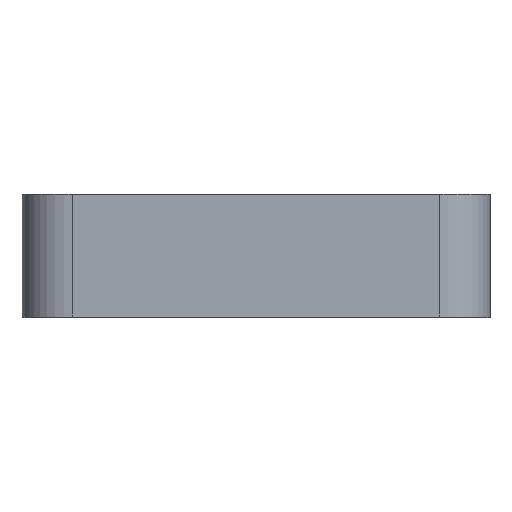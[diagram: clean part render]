
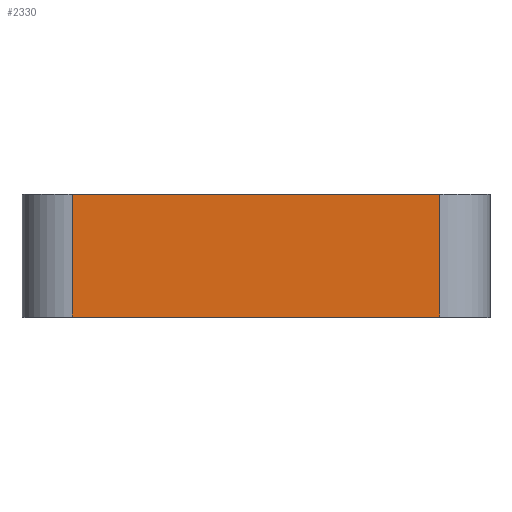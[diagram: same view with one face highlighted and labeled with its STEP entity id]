
A CAD part, top view. The second image highlights one B-rep face of the part: STEP entity #2330.
In plain terms, the highlighted planar face has unit normal (0, 0, 1).
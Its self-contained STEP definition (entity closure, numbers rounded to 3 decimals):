
#60 = CARTESIAN_POINT ( 'NONE',  ( -15.7, 0., 20. ) ) ;
#251 = CARTESIAN_POINT ( 'NONE',  ( -20., 0., 20. ) ) ;
#257 = EDGE_CURVE ( 'NONE', #794, #1623, #1365, .T. ) ;
#563 = ORIENTED_EDGE ( 'NONE', *, *, #743, .T. ) ;
#743 = EDGE_CURVE ( 'NONE', #2237, #5150, #1421, .T. ) ;
#794 = VERTEX_POINT ( 'NONE', #3029 ) ;
#888 = LINE ( 'NONE', #2251, #5312 ) ;
#1195 = CARTESIAN_POINT ( 'NONE',  ( 15.7, 10.5, 20. ) ) ;
#1345 = DIRECTION ( 'NONE',  ( 0., 1., 0. ) ) ;
#1365 = LINE ( 'NONE', #60, #4671 ) ;
#1421 = LINE ( 'NONE', #5187, #2771 ) ;
#1623 = VERTEX_POINT ( 'NONE', #2076 ) ;
#2074 = DIRECTION ( 'NONE',  ( 1., 0., 0. ) ) ;
#2076 = CARTESIAN_POINT ( 'NONE',  ( 15.7, 0., 20. ) ) ;
#2163 = FACE_OUTER_BOUND ( 'NONE', #2576, .T. ) ;
#2192 = ORIENTED_EDGE ( 'NONE', *, *, #257, .T. ) ;
#2237 = VERTEX_POINT ( 'NONE', #1195 ) ;
#2251 = CARTESIAN_POINT ( 'NONE',  ( 15.7, 0., 20. ) ) ;
#2285 = VECTOR ( 'NONE', #5098, 1000. ) ;
#2330 = ADVANCED_FACE ( 'NONE', ( #2163 ), #4558, .T. ) ;
#2519 = ORIENTED_EDGE ( 'NONE', *, *, #3113, .T. ) ;
#2576 = EDGE_LOOP ( 'NONE', ( #4942, #563, #2519, #2192 ) ) ;
#2771 = VECTOR ( 'NONE', #3053, 1000. ) ;
#3029 = CARTESIAN_POINT ( 'NONE',  ( -15.7, 0., 20. ) ) ;
#3038 = DIRECTION ( 'NONE',  ( 1., 0., 0. ) ) ;
#3053 = DIRECTION ( 'NONE',  ( -1., 0., 0. ) ) ;
#3113 = EDGE_CURVE ( 'NONE', #5150, #794, #4183, .T. ) ;
#3325 = EDGE_CURVE ( 'NONE', #1623, #2237, #888, .T. ) ;
#4183 = LINE ( 'NONE', #5043, #2285 ) ;
#4249 = DIRECTION ( 'NONE',  ( 0., 0., 1. ) ) ;
#4258 = AXIS2_PLACEMENT_3D ( 'NONE', #251, #4249, #2074 ) ;
#4558 = PLANE ( 'NONE',  #4258 ) ;
#4671 = VECTOR ( 'NONE', #3038, 1000. ) ;
#4942 = ORIENTED_EDGE ( 'NONE', *, *, #3325, .T. ) ;
#5043 = CARTESIAN_POINT ( 'NONE',  ( -15.7, 10.5, 20. ) ) ;
#5098 = DIRECTION ( 'NONE',  ( 0., -1., 0. ) ) ;
#5150 = VERTEX_POINT ( 'NONE', #5336 ) ;
#5187 = CARTESIAN_POINT ( 'NONE',  ( 15.7, 10.5, 20. ) ) ;
#5312 = VECTOR ( 'NONE', #1345, 1000. ) ;
#5336 = CARTESIAN_POINT ( 'NONE',  ( -15.7, 10.5, 20. ) ) ;
